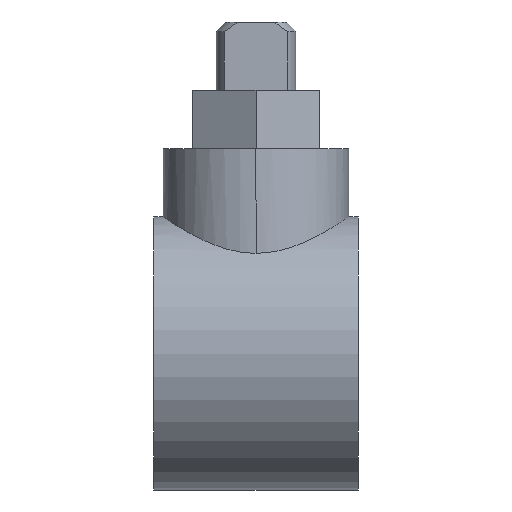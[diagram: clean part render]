
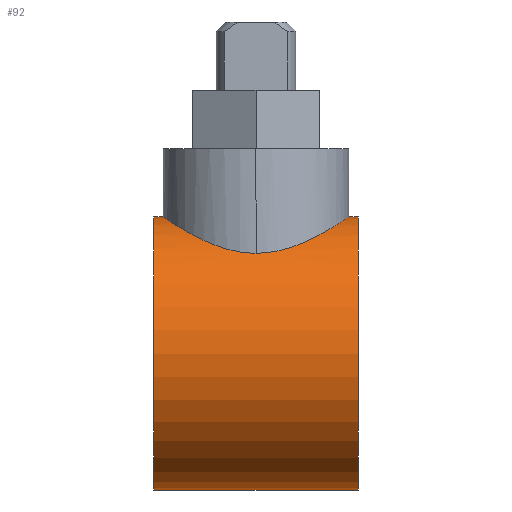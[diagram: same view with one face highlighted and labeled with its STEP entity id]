
A CAD part, left-side view. The second image highlights one B-rep face of the part: STEP entity #92.
In plain terms, the highlighted cylindrical face has radius 14 mm (diameter 28 mm), a partial arc.
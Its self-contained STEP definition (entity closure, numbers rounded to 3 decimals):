
#92=ADVANCED_FACE('NONE',(#181),#182,.T.);
#181=FACE_OUTER_BOUND('',#261,.T.);
#182=CYLINDRICAL_SURFACE('',#262,14.0);
#261=EDGE_LOOP('',(#456,#457,#458,#459,#460,#461,#462));
#262=AXIS2_PLACEMENT_3D('',#463,#464,#465);
#456=ORIENTED_EDGE('',*,*,#540,.T.);
#457=ORIENTED_EDGE('',*,*,#545,.T.);
#458=ORIENTED_EDGE('',*,*,#542,.T.);
#459=ORIENTED_EDGE('',*,*,#489,.F.);
#460=ORIENTED_EDGE('',*,*,#527,.F.);
#461=ORIENTED_EDGE('',*,*,#541,.T.);
#462=ORIENTED_EDGE('',*,*,#514,.F.);
#463=CARTESIAN_POINT('',(0.0,10.5,0.0));
#464=DIRECTION('',(0.0,1.0,0.0));
#465=DIRECTION('',(0.0,0.0,-1.0));
#489=EDGE_CURVE('NONE',#579,#581,#582,.T.);
#514=EDGE_CURVE('NONE',#620,#619,#622,.T.);
#527=EDGE_CURVE('NONE',#639,#579,#641,.T.);
#540=EDGE_CURVE('',#620,#655,#656,.T.);
#541=EDGE_CURVE('',#639,#619,#657,.T.);
#542=EDGE_CURVE('',#658,#581,#659,.T.);
#545=EDGE_CURVE('NONE',#655,#658,#662,.T.);
#579=VERTEX_POINT('NONE',#707);
#581=VERTEX_POINT('',#710);
#582=B_SPLINE_CURVE_WITH_KNOTS('',3,(#711,#712,#713,#714,#715,#716,#717,#718,#719,#720,#721,#722,#723,#724,#725,#726,#727,#728,#729,#730,#731,#732,#733,#734,#735,#736,#737,#738),.UNSPECIFIED.,.F.,.F.,(4,2,2,2,2,2,2,2,2,2,2,2,2,4),(0.,0.002,0.003,0.004,0.005,0.006,0.008,0.01,0.012,0.012,0.013,0.014,0.015,0.015),.UNSPECIFIED.);
#619=VERTEX_POINT('NONE',#817);
#620=VERTEX_POINT('',#818);
#622=CIRCLE('',#820,14.0);
#639=VERTEX_POINT('',#842);
#641=B_SPLINE_CURVE_WITH_KNOTS('',3,(#871,#872,#873,#874,#875,#876,#877,#878,#879,#880,#881,#882,#883,#884,#885,#886,#887,#888,#889,#890,#891,#892,#893,#894,#895,#896),.UNSPECIFIED.,.F.,.F.,(4,2,2,2,2,2,2,2,2,2,2,2,4),(0.046,0.047,0.048,0.05,0.052,0.053,0.054,0.056,0.057,0.058,0.059,0.059,0.061),.UNSPECIFIED.);
#655=VERTEX_POINT('',#919);
#656=LINE('',#920,#921);
#657=LINE('',#922,#923);
#658=VERTEX_POINT('NONE',#924);
#659=LINE('',#925,#926);
#662=CIRCLE('',#929,14.0);
#707=CARTESIAN_POINT('',(-9.5,0.0,10.283));
#710=CARTESIAN_POINT('',(0.,-9.5,14.0));
#711=CARTESIAN_POINT('',(-9.5,0.,10.283));
#712=CARTESIAN_POINT('',(-9.5,-0.652,10.283));
#713=CARTESIAN_POINT('',(-9.434,-1.286,10.346));
#714=CARTESIAN_POINT('',(-9.244,-2.214,10.515));
#715=CARTESIAN_POINT('',(-9.165,-2.52,10.584));
#716=CARTESIAN_POINT('',(-8.978,-3.121,10.743));
#717=CARTESIAN_POINT('',(-8.871,-3.412,10.831));
#718=CARTESIAN_POINT('',(-8.633,-3.978,11.023));
#719=CARTESIAN_POINT('',(-8.501,-4.252,11.125));
#720=CARTESIAN_POINT('',(-8.212,-4.787,11.34));
#721=CARTESIAN_POINT('',(-8.054,-5.048,11.453));
#722=CARTESIAN_POINT('',(-7.548,-5.8,11.798));
#723=CARTESIAN_POINT('',(-7.169,-6.262,12.035));
#724=CARTESIAN_POINT('',(-6.325,-7.114,12.499));
#725=CARTESIAN_POINT('',(-5.854,-7.506,12.729));
#726=CARTESIAN_POINT('',(-4.853,-8.189,13.143));
#727=CARTESIAN_POINT('',(-4.319,-8.484,13.33));
#728=CARTESIAN_POINT('',(-3.462,-8.852,13.568));
#729=CARTESIAN_POINT('',(-3.165,-8.963,13.641));
#730=CARTESIAN_POINT('',(-2.558,-9.155,13.768));
#731=CARTESIAN_POINT('',(-2.251,-9.235,13.821));
#732=CARTESIAN_POINT('',(-1.628,-9.365,13.909));
#733=CARTESIAN_POINT('',(-1.313,-9.414,13.942));
#734=CARTESIAN_POINT('',(-0.673,-9.482,13.987));
#735=CARTESIAN_POINT('',(-0.347,-9.499,13.999));
#736=CARTESIAN_POINT('',(-0.016,-9.5,14.));
#737=CARTESIAN_POINT('',(-0.008,-9.5,14.0));
#738=CARTESIAN_POINT('',(0.,-9.5,14.0));
#817=CARTESIAN_POINT('',(0.0,10.5,14.0));
#818=CARTESIAN_POINT('',(0.,10.5,-14.0));
#820=AXIS2_PLACEMENT_3D('',#984,#985,#986);
#842=CARTESIAN_POINT('',(0.,9.5,14.0));
#871=CARTESIAN_POINT('',(0.,9.5,14.0));
#872=CARTESIAN_POINT('',(-0.313,9.5,14.));
#873=CARTESIAN_POINT('',(-0.626,9.485,13.99));
#874=CARTESIAN_POINT('',(-1.263,9.421,13.947));
#875=CARTESIAN_POINT('',(-1.584,9.372,13.914));
#876=CARTESIAN_POINT('',(-2.523,9.181,13.785));
#877=CARTESIAN_POINT('',(-3.128,8.992,13.659));
#878=CARTESIAN_POINT('',(-4.289,8.5,13.34));
#879=CARTESIAN_POINT('',(-4.829,8.204,13.152));
#880=CARTESIAN_POINT('',(-5.588,7.689,12.839));
#881=CARTESIAN_POINT('',(-5.833,7.505,12.73));
#882=CARTESIAN_POINT('',(-6.301,7.116,12.505));
#883=CARTESIAN_POINT('',(-6.524,6.913,12.39));
#884=CARTESIAN_POINT('',(-7.159,6.274,12.041));
#885=CARTESIAN_POINT('',(-7.539,5.812,11.804));
#886=CARTESIAN_POINT('',(-8.048,5.057,11.458));
#887=CARTESIAN_POINT('',(-8.206,4.797,11.345));
#888=CARTESIAN_POINT('',(-8.495,4.263,11.129));
#889=CARTESIAN_POINT('',(-8.628,3.988,11.027));
#890=CARTESIAN_POINT('',(-8.867,3.423,10.835));
#891=CARTESIAN_POINT('',(-8.974,3.133,10.746));
#892=CARTESIAN_POINT('',(-9.161,2.533,10.587));
#893=CARTESIAN_POINT('',(-9.242,2.224,10.517));
#894=CARTESIAN_POINT('',(-9.433,1.29,10.346));
#895=CARTESIAN_POINT('',(-9.5,0.652,10.283));
#896=CARTESIAN_POINT('',(-9.5,0.0,10.283));
#919=CARTESIAN_POINT('',(0.,-10.5,-14.0));
#920=CARTESIAN_POINT('',(0.,10.5,-14.0));
#921=VECTOR('',#1007,1.0);
#922=CARTESIAN_POINT('',(0.,10.5,14.0));
#923=VECTOR('',#1008,1.0);
#924=CARTESIAN_POINT('',(0.0,-10.5,14.0));
#925=CARTESIAN_POINT('',(0.,10.5,14.0));
#926=VECTOR('',#1009,1.0);
#929=AXIS2_PLACEMENT_3D('',#1013,#1014,#1015);
#984=CARTESIAN_POINT('',(0.0,10.5,0.0));
#985=DIRECTION('',(0.0,1.0,0.0));
#986=DIRECTION('',(0.0,0.0,1.0));
#1007=DIRECTION('',(-0.0,-1.0,-0.0));
#1008=DIRECTION('',(0.0,1.0,0.0));
#1009=DIRECTION('',(0.0,1.0,0.0));
#1013=CARTESIAN_POINT('',(0.0,-10.5,0.0));
#1014=DIRECTION('',(0.0,1.0,0.0));
#1015=DIRECTION('',(0.0,0.0,1.0));
